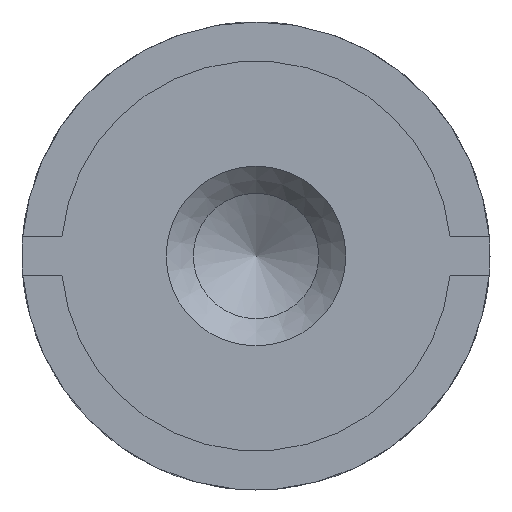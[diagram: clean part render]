
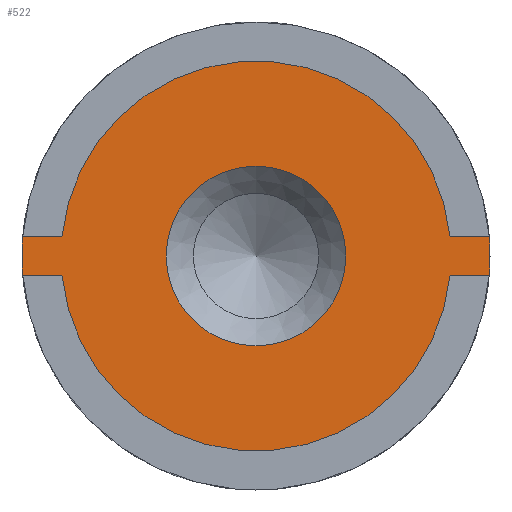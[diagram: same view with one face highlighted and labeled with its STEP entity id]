
A CAD part, front view. The second image highlights one B-rep face of the part: STEP entity #522.
In plain terms, the highlighted planar face has unit normal (0, -1, 0).
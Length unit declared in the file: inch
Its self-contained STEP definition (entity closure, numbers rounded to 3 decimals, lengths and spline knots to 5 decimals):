
#13 = ORIENTED_EDGE ( 'NONE', *, *, #91, .T. ) ;
#41 = DIRECTION ( 'NONE',  ( 0., 0., -1. ) ) ;
#55 = EDGE_LOOP ( 'NONE', ( #71 ) ) ;
#59 = DIRECTION ( 'NONE',  ( 0., 1., 0. ) ) ;
#66 = ORIENTED_EDGE ( 'NONE', *, *, #142, .T. ) ;
#71 = ORIENTED_EDGE ( 'NONE', *, *, #259, .F. ) ;
#76 = VERTEX_POINT ( 'NONE', #617 ) ;
#87 = AXIS2_PLACEMENT_3D ( 'NONE', #834, #59, #741 ) ;
#91 = EDGE_CURVE ( 'NONE', #224, #293, #629, .T. ) ;
#103 = EDGE_CURVE ( 'NONE', #215, #170, #634, .T. ) ;
#117 = CARTESIAN_POINT ( 'NONE',  ( 0., -2.625, -0.144 ) ) ;
#134 = FACE_BOUND ( 'NONE', #55, .T. ) ;
#136 = CARTESIAN_POINT ( 'NONE',  ( 0.31093, -2.625, 0.03125 ) ) ;
#142 = EDGE_CURVE ( 'NONE', #873, #76, #1058, .T. ) ;
#152 = CARTESIAN_POINT ( 'NONE',  ( 0., -2.625, 0. ) ) ;
#157 = DIRECTION ( 'NONE',  ( 0., 0., -1. ) ) ;
#165 = EDGE_CURVE ( 'NONE', #965, #489, #749, .T. ) ;
#170 = VERTEX_POINT ( 'NONE', #651 ) ;
#179 = DIRECTION ( 'NONE',  ( 0., 0., -1. ) ) ;
#206 = DIRECTION ( 'NONE',  ( 1., 0., 0. ) ) ;
#215 = VERTEX_POINT ( 'NONE', #641 ) ;
#224 = VERTEX_POINT ( 'NONE', #847 ) ;
#253 = CARTESIAN_POINT ( 'NONE',  ( 0., -2.625, 0. ) ) ;
#259 = EDGE_CURVE ( 'NONE', #898, #898, #978, .T. ) ;
#262 = CARTESIAN_POINT ( 'NONE',  ( -0.43713, -2.625, 0.03125 ) ) ;
#277 = ORIENTED_EDGE ( 'NONE', *, *, #537, .F. ) ;
#293 = VERTEX_POINT ( 'NONE', #136 ) ;
#305 = ORIENTED_EDGE ( 'NONE', *, *, #103, .T. ) ;
#344 = AXIS2_PLACEMENT_3D ( 'NONE', #430, #621, #41 ) ;
#369 = EDGE_LOOP ( 'NONE', ( #586, #66, #277, #305, #1027, #1105, #1045, #13 ) ) ;
#430 = CARTESIAN_POINT ( 'NONE',  ( 0., -2.625, 0. ) ) ;
#433 = VECTOR ( 'NONE', #541, 39.37008 ) ;
#456 = CIRCLE ( 'NONE', #816, 0.3125 ) ;
#465 = CARTESIAN_POINT ( 'NONE',  ( 0., -2.625, 0. ) ) ;
#483 = DIRECTION ( 'NONE',  ( 0., -1., 0. ) ) ;
#489 = VERTEX_POINT ( 'NONE', #982 ) ;
#499 = EDGE_CURVE ( 'NONE', #224, #489, #853, .T. ) ;
#507 = VECTOR ( 'NONE', #206, 39.37008 ) ;
#509 = CIRCLE ( 'NONE', #87, 0.375 ) ;
#522 = ADVANCED_FACE ( 'NONE', ( #134, #729 ), #1102, .T. ) ;
#527 = VECTOR ( 'NONE', #1098, 39.37008 ) ;
#530 = CARTESIAN_POINT ( 'NONE',  ( -0.43713, -2.625, 0.03125 ) ) ;
#537 = EDGE_CURVE ( 'NONE', #215, #76, #509, .T. ) ;
#541 = DIRECTION ( 'NONE',  ( -1., 0., 0. ) ) ;
#548 = AXIS2_PLACEMENT_3D ( 'NONE', #465, #826, #992 ) ;
#579 = DIRECTION ( 'NONE',  ( 0., -1., 0. ) ) ;
#586 = ORIENTED_EDGE ( 'NONE', *, *, #608, .T. ) ;
#608 = EDGE_CURVE ( 'NONE', #293, #873, #456, .T. ) ;
#612 = DIRECTION ( 'NONE',  ( -1., 0., 0. ) ) ;
#617 = CARTESIAN_POINT ( 'NONE',  ( -0.3737, -2.625, 0.03125 ) ) ;
#621 = DIRECTION ( 'NONE',  ( 0., 1., 0. ) ) ;
#629 = LINE ( 'NONE', #530, #433 ) ;
#634 = LINE ( 'NONE', #994, #507 ) ;
#638 = VECTOR ( 'NONE', #612, 39.37008 ) ;
#641 = CARTESIAN_POINT ( 'NONE',  ( -0.3737, -2.625, -0.03125 ) ) ;
#651 = CARTESIAN_POINT ( 'NONE',  ( -0.31093, -2.625, -0.03125 ) ) ;
#681 = CIRCLE ( 'NONE', #855, 0.3125 ) ;
#729 = FACE_OUTER_BOUND ( 'NONE', #369, .T. ) ;
#741 = DIRECTION ( 'NONE',  ( 0., 0., -1. ) ) ;
#747 = EDGE_CURVE ( 'NONE', #170, #965, #681, .T. ) ;
#749 = LINE ( 'NONE', #822, #527 ) ;
#756 = DIRECTION ( 'NONE',  ( 0., 0., -1. ) ) ;
#764 = CARTESIAN_POINT ( 'NONE',  ( 0., -2.625, 0. ) ) ;
#816 = AXIS2_PLACEMENT_3D ( 'NONE', #764, #579, #157 ) ;
#822 = CARTESIAN_POINT ( 'NONE',  ( -0.43713, -2.625, -0.03125 ) ) ;
#826 = DIRECTION ( 'NONE',  ( 0., -1., 0. ) ) ;
#834 = CARTESIAN_POINT ( 'NONE',  ( 0., -2.625, 0. ) ) ;
#837 = CARTESIAN_POINT ( 'NONE',  ( 0.31093, -2.625, -0.03125 ) ) ;
#847 = CARTESIAN_POINT ( 'NONE',  ( 0.3737, -2.625, 0.03125 ) ) ;
#853 = CIRCLE ( 'NONE', #344, 0.375 ) ;
#855 = AXIS2_PLACEMENT_3D ( 'NONE', #253, #963, #179 ) ;
#873 = VERTEX_POINT ( 'NONE', #1051 ) ;
#898 = VERTEX_POINT ( 'NONE', #117 ) ;
#963 = DIRECTION ( 'NONE',  ( 0., -1., 0. ) ) ;
#965 = VERTEX_POINT ( 'NONE', #837 ) ;
#978 = CIRCLE ( 'NONE', #1086, 0.144 ) ;
#982 = CARTESIAN_POINT ( 'NONE',  ( 0.3737, -2.625, -0.03125 ) ) ;
#992 = DIRECTION ( 'NONE',  ( 0., 0., -1. ) ) ;
#994 = CARTESIAN_POINT ( 'NONE',  ( -0.43713, -2.625, -0.03125 ) ) ;
#1027 = ORIENTED_EDGE ( 'NONE', *, *, #747, .T. ) ;
#1045 = ORIENTED_EDGE ( 'NONE', *, *, #499, .F. ) ;
#1051 = CARTESIAN_POINT ( 'NONE',  ( -0.31093, -2.625, 0.03125 ) ) ;
#1058 = LINE ( 'NONE', #262, #638 ) ;
#1086 = AXIS2_PLACEMENT_3D ( 'NONE', #152, #483, #756 ) ;
#1098 = DIRECTION ( 'NONE',  ( 1., 0., 0. ) ) ;
#1102 = PLANE ( 'NONE',  #548 ) ;
#1105 = ORIENTED_EDGE ( 'NONE', *, *, #165, .T. ) ;
